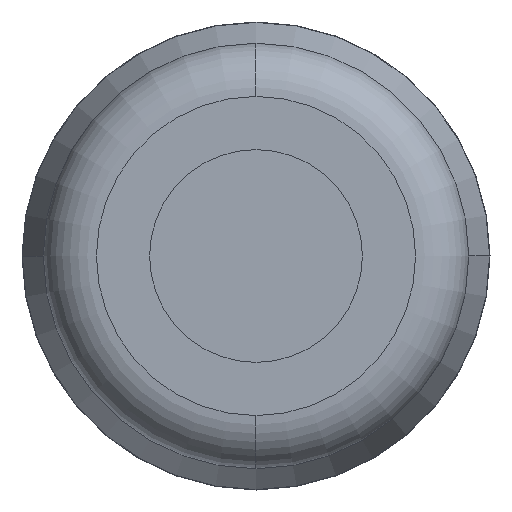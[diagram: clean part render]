
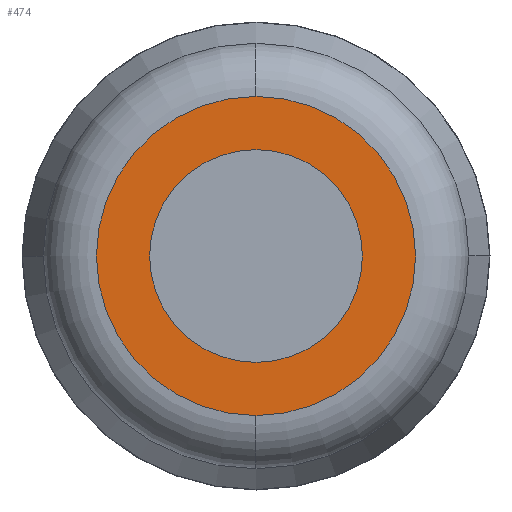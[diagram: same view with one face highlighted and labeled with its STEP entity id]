
A CAD part, left-side view. The second image highlights one B-rep face of the part: STEP entity #474.
In plain terms, the highlighted planar face has unit normal (-1, 0, 0).
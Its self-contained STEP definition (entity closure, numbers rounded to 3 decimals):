
#316=VERTEX_POINT('',#771);
#380=VERTEX_POINT('',#845);
#406=EDGE_CURVE('',#642,#592,#874,.T.);
#414=EDGE_CURVE('',#506,#380,#883,.T.);
#420=EDGE_CURVE('',#316,#642,#889,.T.);
#474=ADVANCED_FACE('',(#948,#949),#950,.T.);
#490=EDGE_CURVE('',#380,#506,#967,.T.);
#506=VERTEX_POINT('',#984);
#592=VERTEX_POINT('',#1085);
#642=VERTEX_POINT('',#1143);
#668=EDGE_CURVE('',#592,#316,#1171,.T.);
#771=CARTESIAN_POINT('',(-34.0,0.,-3.75));
#845=CARTESIAN_POINT('',(-34.0,0.,-2.5));
#874=CIRCLE('',#1421,3.75);
#883=CIRCLE('',#1434,2.5);
#889=CIRCLE('',#1441,3.75);
#948=FACE_BOUND('',#1519,.T.);
#949=FACE_OUTER_BOUND('',#1520,.T.);
#950=PLANE('',#1521);
#967=CIRCLE('',#1545,2.5);
#984=CARTESIAN_POINT('',(-34.0,0.,2.5));
#1085=CARTESIAN_POINT('',(-34.0,0.,3.75));
#1143=CARTESIAN_POINT('',(-34.0,3.75,0.0));
#1171=CIRCLE('',#1799,3.75);
#1421=AXIS2_PLACEMENT_3D('',#2032,#2033,#2034);
#1434=AXIS2_PLACEMENT_3D('',#2047,#2048,#2049);
#1441=AXIS2_PLACEMENT_3D('',#2050,#2051,#2052);
#1519=EDGE_LOOP('',(#2119,#2120));
#1520=EDGE_LOOP('',(#2121,#2122,#2123));
#1521=AXIS2_PLACEMENT_3D('',#2124,#2125,#2126);
#1545=AXIS2_PLACEMENT_3D('',#2137,#2138,#2139);
#1799=AXIS2_PLACEMENT_3D('',#2444,#2445,#2446);
#2032=CARTESIAN_POINT('',(-34.0,0.0,0.0));
#2033=DIRECTION('',(1.0,0.0,0.0));
#2034=DIRECTION('',(0.0,1.0,0.0));
#2047=CARTESIAN_POINT('',(-34.0,0.0,0.0));
#2048=DIRECTION('',(1.0,0.0,0.0));
#2049=DIRECTION('',(0.0,0.0,-1.0));
#2050=CARTESIAN_POINT('',(-34.0,0.0,0.0));
#2051=DIRECTION('',(1.0,0.0,0.0));
#2052=DIRECTION('',(0.0,1.0,0.0));
#2119=ORIENTED_EDGE('',*,*,#414,.T.);
#2120=ORIENTED_EDGE('',*,*,#490,.T.);
#2121=ORIENTED_EDGE('',*,*,#406,.F.);
#2122=ORIENTED_EDGE('',*,*,#420,.F.);
#2123=ORIENTED_EDGE('',*,*,#668,.F.);
#2124=CARTESIAN_POINT('',(-34.0,1.875,0.0));
#2125=DIRECTION('',(-1.0,-0.0,0.0));
#2126=DIRECTION('',(0.0,-1.0,-0.0));
#2137=CARTESIAN_POINT('',(-34.0,0.0,0.0));
#2138=DIRECTION('',(1.0,0.0,0.0));
#2139=DIRECTION('',(0.0,0.0,-1.0));
#2444=CARTESIAN_POINT('',(-34.0,0.0,0.0));
#2445=DIRECTION('',(1.0,0.0,0.0));
#2446=DIRECTION('',(0.0,1.0,0.0));
